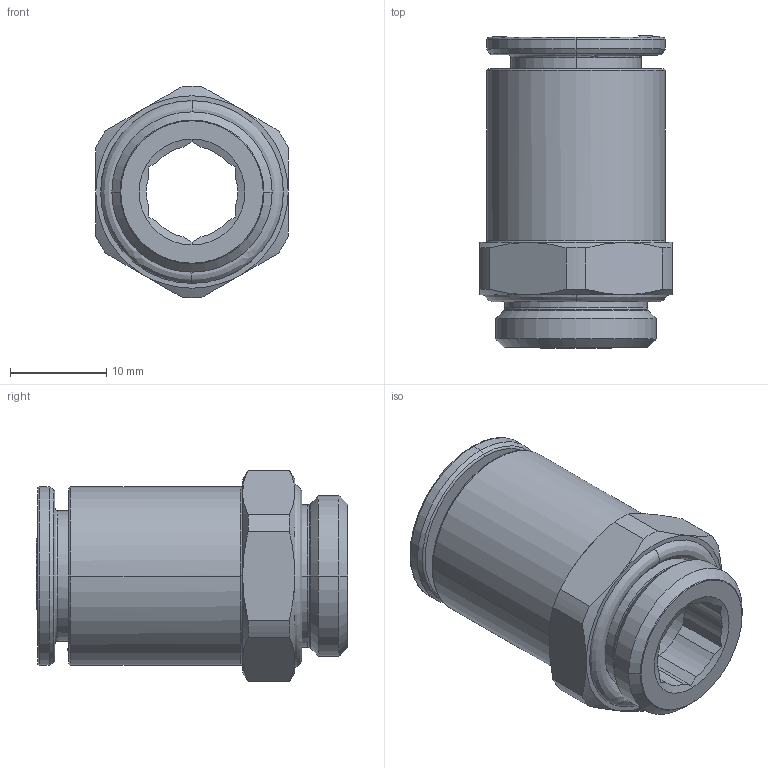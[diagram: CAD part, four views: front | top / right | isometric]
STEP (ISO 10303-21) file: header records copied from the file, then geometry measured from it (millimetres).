
FILE_DESCRIPTION(('STEP AP214'),'1');
FILE_NAME('6801_12_17.stp','2016-07-07T14:38:55',('TraceParts'),('TraceParts S.A.'),'Spatial InterOp 3D',' ',' ');
FILE_SCHEMA(('automotive_design'));
Length unit declared in the file: millimetre
Products named in the file (9): V801-12-17_ASM|Next assembly relationship#44112-18_ASM|Next assembly relationship#44112-20_ASM|Next assembly relationship#44112-31;44112-31; V801-12-17_ASM|Next assembly relationship#44112-18_ASM|Next assembly relationship#44112-20_ASM|Next assembly relationship#44112-30;44112-30; V801-12-17_ASM|Next assembly relationship#44112-18_ASM|Next assembly relationship#44112-20_ASM|Next assembly relationship#44112;44112; V801-12-17_ASM|Next assembly relationship#44112-18_ASM|Next assembly relationship#44112-40;44112-40; V801-12-17_ASM|Next assembly relationship#44612-11-69_AF0;44612-11-69_AF0; V801-12-17_ASM|Next assembly relationship#23955-24_D19_D14_8_1_5;23955-24_D19_D14_8_1_5; V801-12-17_ASM|Next assembly relationship#44112-11-10-ASM;44112-11-10-ASM
Bounding box: 20 x 32.4 x 21.99 mm (x, y, z)
Volume: 4840.5 mm3; surface area: 7418.2 mm2
Topology: 7 solids, 9 shells, 693 faces, 1729 edges, 1070 vertices
Faces by surface type: plane 243, cylinder 125, torus 117, cone 108, bspline 92, sphere 4, revolution 4
Entity records: 25866 total; most frequent: CARTESIAN_POINT 9610, ORIENTED_EDGE 3446, DIRECTION 3246, EDGE_CURVE 1727, AXIS2_PLACEMENT_3D 1187, VERTEX_POINT 1070, LINE 868, VECTOR 868
